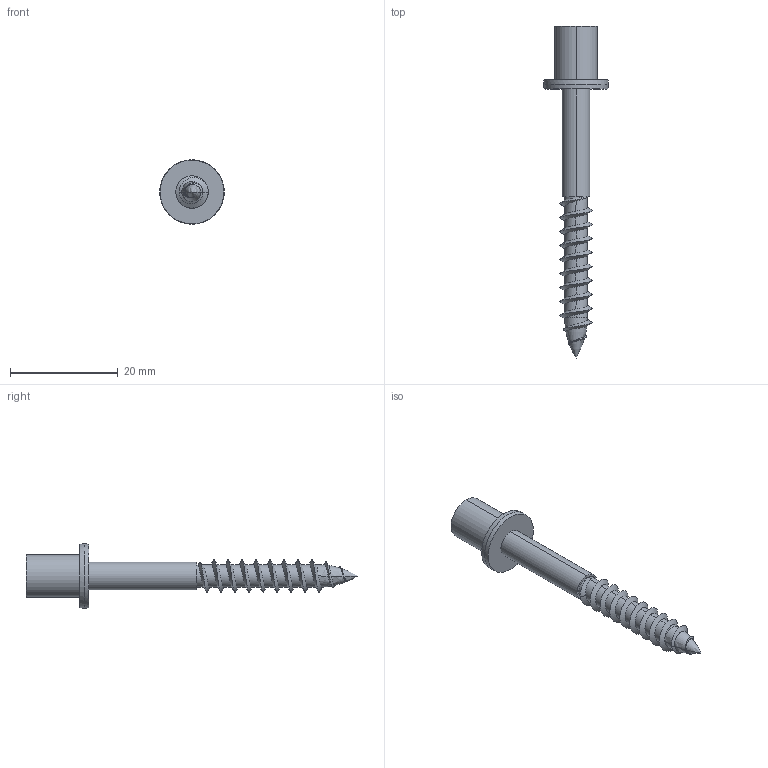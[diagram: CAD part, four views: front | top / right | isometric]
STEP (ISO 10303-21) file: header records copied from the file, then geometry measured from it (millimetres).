
FILE_DESCRIPTION (( 'STEP AP214' ), '1' );
FILE_NAME ('3133230.stp', '2017-05-09T09:54:31', ( '' ), ( '' ), 'SwSTEP 2.0', 'SolidWorks 2016', '' );
FILE_SCHEMA (( 'AUTOMOTIVE_DESIGN' ));
Length unit declared in the file: millimetre
Products named in the file (1): 3133230
Bounding box: 12 x 61.7 x 12 mm (x, y, z)
Volume: 1550.7 mm3; surface area: 1405.6 mm2
Topology: 1 solids, 1 shells, 48 faces, 135 edges, 82 vertices
Faces by surface type: cylinder 24, bspline 17, plane 4, torus 3
Entity records: 3669 total; most frequent: CARTESIAN_POINT 2130, ORIENTED_EDGE 258, DIRECTION 147, EDGE_CURVE 129, VERTEX_POINT 82, AXIS2_PLACEMENT_3D 57, EDGE_LOOP 53, UNCERTAINTY_MEASURE_WITH_UNIT 51
